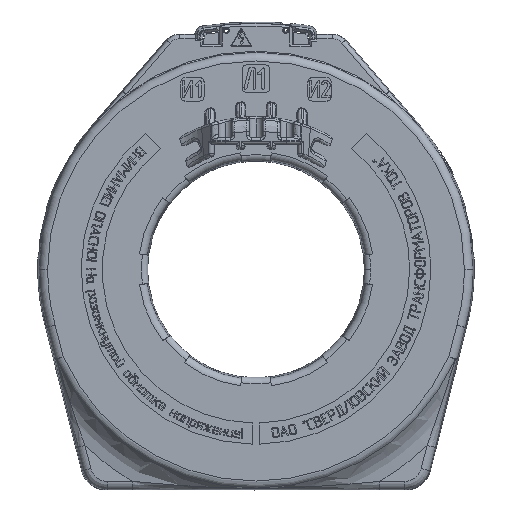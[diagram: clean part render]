
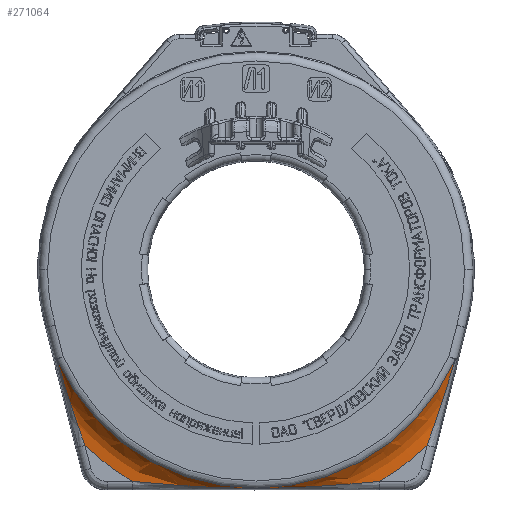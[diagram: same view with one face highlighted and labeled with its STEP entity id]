
A CAD part, top view. The second image highlights one B-rep face of the part: STEP entity #271064.
In plain terms, the highlighted toroidal (fillet/blend) face has major radius 115.781 mm and minor radius 15 mm.
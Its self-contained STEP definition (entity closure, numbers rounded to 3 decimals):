
#9924 = DIRECTION ( 'NONE',  ( 0., 0., 1. ) ) ;
#9940 = CARTESIAN_POINT ( 'NONE',  ( 0., 0., 36.4 ) ) ;
#9946 = DIRECTION ( 'NONE',  ( 1., 0., 0. ) ) ;
#30638 = CIRCLE ( 'NONE', #201497, 115.781 ) ;
#30641 = CIRCLE ( 'NONE', #201500, 103.227 ) ;
#47999 = CARTESIAN_POINT ( 'NONE',  ( 0., 0., 21.4 ) ) ;
#48008 = CARTESIAN_POINT ( 'NONE',  ( -58.354, -100., 21.4 ) ) ;
#48015 = DIRECTION ( 'NONE',  ( 0., 0., -1. ) ) ;
#48017 = DIRECTION ( 'NONE',  ( 1., 0., 0. ) ) ;
#48027 = CARTESIAN_POINT ( 'NONE',  ( -55.888, -100.239, 21.4 ) ) ;
#48031 = CARTESIAN_POINT ( 'NONE',  ( -53.436, -100.47, 21.506 ) ) ;
#48034 = CARTESIAN_POINT ( 'NONE',  ( -48.548, -100.915, 21.865 ) ) ;
#48038 = CARTESIAN_POINT ( 'NONE',  ( -46.113, -101.129, 22.117 ) ) ;
#48042 = CARTESIAN_POINT ( 'NONE',  ( -38.825, -101.735, 23.023 ) ) ;
#48045 = CARTESIAN_POINT ( 'NONE',  ( -33.987, -102.094, 23.824 ) ) ;
#48049 = CARTESIAN_POINT ( 'NONE',  ( -26.729, -102.539, 25.06 ) ) ;
#48052 = CARTESIAN_POINT ( 'NONE',  ( -24.309, -102.672, 25.478 ) ) ;
#48056 = CARTESIAN_POINT ( 'NONE',  ( -19.462, -102.903, 26.274 ) ) ;
#48059 = CARTESIAN_POINT ( 'NONE',  ( -17.033, -103.002, 26.651 ) ) ;
#48062 = CARTESIAN_POINT ( 'NONE',  ( -12.165, -103.161, 27.302 ) ) ;
#48066 = CARTESIAN_POINT ( 'NONE',  ( -9.727, -103.221, 27.574 ) ) ;
#48070 = CARTESIAN_POINT ( 'NONE',  ( -4.835, -103.302, 27.948 ) ) ;
#48073 = CARTESIAN_POINT ( 'NONE',  ( -2.38, -103.323, 28.048 ) ) ;
#48077 = CARTESIAN_POINT ( 'NONE',  ( 2.54, -103.322, 28.044 ) ) ;
#48080 = CARTESIAN_POINT ( 'NONE',  ( 4.99, -103.301, 27.939 ) ) ;
#48084 = CARTESIAN_POINT ( 'NONE',  ( 9.87, -103.218, 27.559 ) ) ;
#48088 = CARTESIAN_POINT ( 'NONE',  ( 12.301, -103.157, 27.285 ) ) ;
#48091 = CARTESIAN_POINT ( 'NONE',  ( 17.152, -102.997, 26.634 ) ) ;
#48095 = CARTESIAN_POINT ( 'NONE',  ( 19.572, -102.899, 26.256 ) ) ;
#48098 = CARTESIAN_POINT ( 'NONE',  ( 24.406, -102.667, 25.462 ) ) ;
#48101 = CARTESIAN_POINT ( 'NONE',  ( 26.82, -102.534, 25.045 ) ) ;
#48105 = CARTESIAN_POINT ( 'NONE',  ( 34.061, -102.089, 23.811 ) ) ;
#48107 = CARTESIAN_POINT ( 'NONE',  ( 38.885, -101.73, 23.014 ) ) ;
#48111 = CARTESIAN_POINT ( 'NONE',  ( 46.154, -101.125, 22.113 ) ) ;
#48115 = CARTESIAN_POINT ( 'NONE',  ( 48.581, -100.912, 21.862 ) ) ;
#48118 = CARTESIAN_POINT ( 'NONE',  ( 53.453, -100.469, 21.505 ) ) ;
#48121 = CARTESIAN_POINT ( 'NONE',  ( 55.897, -100.238, 21.4 ) ) ;
#48125 = CARTESIAN_POINT ( 'NONE',  ( 58.354, -100., 21.4 ) ) ;
#48128 = CARTESIAN_POINT ( 'NONE',  ( 0., 0., 28.189 ) ) ;
#48134 = DIRECTION ( 'NONE',  ( 0., 0., -1. ) ) ;
#48138 = DIRECTION ( 'NONE',  ( 1., 0., 0. ) ) ;
#59555 = B_SPLINE_CURVE_WITH_KNOTS ( 'NONE', 3,
 ( #48008, #48027, #48031, #48034, #48038, #48042, #48045, #48049, #48052, #48056, #48059, #48062, #48066, #48070, #48073, #48077, #48080, #48084, #48088, #48091, #48095, #48098, #48101, #48105, #48107, #48111, #48115, #48118, #48121, #48125 ),
 .UNSPECIFIED., .F., .F.,
 ( 4, 2, 2, 2, 2, 2, 2, 2, 2, 2, 2, 2, 2, 2, 4 ),
 ( 0., 0.007, 0.015, 0.029, 0.037, 0.044, 0.052, 0.059, 0.066, 0.074, 0.081, 0.088, 0.103, 0.111, 0.118 ),
 .UNSPECIFIED. ) ;
#87675 = EDGE_LOOP ( 'NONE', ( #238623, #238625, #238627, #238629, #238631, #238633 ) ) ;
#137697 = CIRCLE ( 'NONE', #254094, 115.781 ) ;
#161271 = CARTESIAN_POINT ( 'NONE',  ( 0., 0., 21.4 ) ) ;
#161276 = DIRECTION ( 'NONE',  ( 0., 0., -1. ) ) ;
#161279 = DIRECTION ( 'NONE',  ( 1., 0., 0. ) ) ;
#161285 = CARTESIAN_POINT ( 'NONE',  ( -94.028, -42.598, 28.189 ) ) ;
#161308 = CARTESIAN_POINT ( 'NONE',  ( -93.046, -45.982, 27.422 ) ) ;
#161311 = CARTESIAN_POINT ( 'NONE',  ( -92.03, -49.344, 26.604 ) ) ;
#161314 = CARTESIAN_POINT ( 'NONE',  ( -89.929, -56.065, 25.044 ) ) ;
#161317 = CARTESIAN_POINT ( 'NONE',  ( -88.844, -59.421, 24.3 ) ) ;
#161320 = CARTESIAN_POINT ( 'NONE',  ( -86.612, -66.138, 23.002 ) ) ;
#161323 = CARTESIAN_POINT ( 'NONE',  ( -85.465, -69.499, 22.447 ) ) ;
#161326 = CARTESIAN_POINT ( 'NONE',  ( -83.114, -76.245, 21.647 ) ) ;
#161328 = CARTESIAN_POINT ( 'NONE',  ( -81.911, -79.63, 21.4 ) ) ;
#161329 = CARTESIAN_POINT ( 'NONE',  ( -80.681, -83.041, 21.4 ) ) ;
#173458 = CARTESIAN_POINT ( 'NONE',  ( 80.681, -83.041, 21.4 ) ) ;
#173523 = CARTESIAN_POINT ( 'NONE',  ( 81.911, -79.63, 21.4 ) ) ;
#173525 = CARTESIAN_POINT ( 'NONE',  ( 83.114, -76.245, 21.647 ) ) ;
#173527 = CARTESIAN_POINT ( 'NONE',  ( 85.465, -69.499, 22.447 ) ) ;
#173529 = CARTESIAN_POINT ( 'NONE',  ( 86.612, -66.138, 23.002 ) ) ;
#173530 = CARTESIAN_POINT ( 'NONE',  ( 88.844, -59.422, 24.3 ) ) ;
#173532 = CARTESIAN_POINT ( 'NONE',  ( 89.929, -56.065, 25.044 ) ) ;
#173534 = CARTESIAN_POINT ( 'NONE',  ( 92.03, -49.345, 26.604 ) ) ;
#173535 = CARTESIAN_POINT ( 'NONE',  ( 93.046, -45.982, 27.422 ) ) ;
#173537 = CARTESIAN_POINT ( 'NONE',  ( 94.028, -42.598, 28.189 ) ) ;
#200492 = AXIS2_PLACEMENT_3D ( 'NONE', #9940, #9924, #9946 ) ;
#201497 = AXIS2_PLACEMENT_3D ( 'NONE', #47999, #48015, #48017 ) ;
#201500 = AXIS2_PLACEMENT_3D ( 'NONE', #48128, #48134, #48138 ) ;
#204294 = CARTESIAN_POINT ( 'NONE',  ( -58.354, -100., 21.4 ) ) ;
#204296 = CARTESIAN_POINT ( 'NONE',  ( -94.028, -42.598, 28.189 ) ) ;
#204762 = CARTESIAN_POINT ( 'NONE',  ( 58.354, -100., 21.4 ) ) ;
#204764 = CARTESIAN_POINT ( 'NONE',  ( 80.681, -83.041, 21.4 ) ) ;
#204767 = CARTESIAN_POINT ( 'NONE',  ( 94.028, -42.598, 28.189 ) ) ;
#208359 = VERTEX_POINT ( 'NONE', #213974 ) ;
#213974 = CARTESIAN_POINT ( 'NONE',  ( -80.681, -83.041, 21.4 ) ) ;
#228030 = FACE_OUTER_BOUND ( 'NONE', #87675, .T. ) ;
#228047 = TOROIDAL_SURFACE ( 'NONE', #200492, 115.781, 15. ) ;
#229882 = EDGE_CURVE ( 'NONE', #245445, #208359, #137697, .T. ) ;
#229884 = EDGE_CURVE ( 'NONE', #245448, #208359, #267544, .T. ) ;
#230160 = EDGE_CURVE ( 'NONE', #259285, #259290, #267728, .T. ) ;
#238623 = ORIENTED_EDGE ( 'NONE', *, *, #279679, .T. ) ;
#238625 = ORIENTED_EDGE ( 'NONE', *, *, #279675, .F. ) ;
#238627 = ORIENTED_EDGE ( 'NONE', *, *, #230160, .T. ) ;
#238629 = ORIENTED_EDGE ( 'NONE', *, *, #279685, .T. ) ;
#238631 = ORIENTED_EDGE ( 'NONE', *, *, #229884, .T. ) ;
#238633 = ORIENTED_EDGE ( 'NONE', *, *, #229882, .F. ) ;
#245445 = VERTEX_POINT ( 'NONE', #204294 ) ;
#245448 = VERTEX_POINT ( 'NONE', #204296 ) ;
#254094 = AXIS2_PLACEMENT_3D ( 'NONE', #161271, #161276, #161279 ) ;
#259282 = VERTEX_POINT ( 'NONE', #204762 ) ;
#259285 = VERTEX_POINT ( 'NONE', #204764 ) ;
#259290 = VERTEX_POINT ( 'NONE', #204767 ) ;
#267544 = B_SPLINE_CURVE_WITH_KNOTS ( 'NONE', 3,
 ( #161285, #161308, #161311, #161314, #161317, #161320, #161323, #161326, #161328, #161329 ),
 .UNSPECIFIED., .F., .F.,
 ( 4, 2, 2, 2, 4 ),
 ( 0.01, 0.021, 0.031, 0.042, 0.053 ),
 .UNSPECIFIED. ) ;
#267728 = B_SPLINE_CURVE_WITH_KNOTS ( 'NONE', 3,
 ( #173458, #173523, #173525, #173527, #173529, #173530, #173532, #173534, #173535, #173537 ),
 .UNSPECIFIED., .F., .F.,
 ( 4, 2, 2, 2, 4 ),
 ( 0., 0.011, 0.022, 0.032, 0.043 ),
 .UNSPECIFIED. ) ;
#271064 = ADVANCED_FACE ( 'NONE', ( #228030 ), #228047, .F. ) ;
#279675 = EDGE_CURVE ( 'NONE', #259285, #259282, #30638, .T. ) ;
#279679 = EDGE_CURVE ( 'NONE', #245445, #259282, #59555, .T. ) ;
#279685 = EDGE_CURVE ( 'NONE', #259290, #245448, #30641, .T. ) ;
